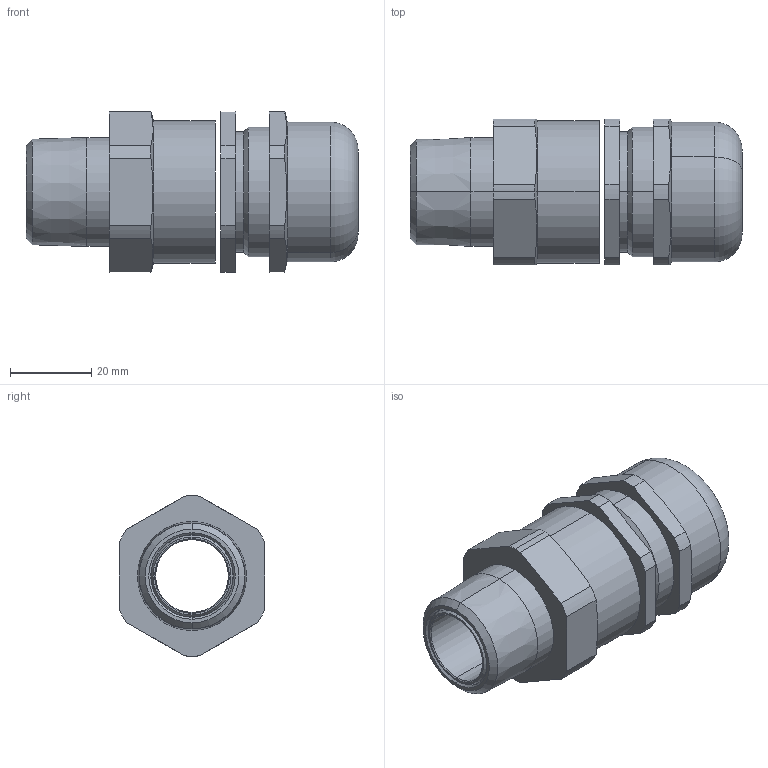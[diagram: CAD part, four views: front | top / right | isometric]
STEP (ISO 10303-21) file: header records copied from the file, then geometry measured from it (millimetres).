
FILE_DESCRIPTION (( 'STEP AP203' ), '1' );
FILE_NAME ('25PXSS2K1RA032.STEP', '2017-01-23T16:31:57', ( '' ), ( '' ), 'SwSTEP 2.0', 'SolidWorks 2014', '' );
FILE_SCHEMA (( 'CONFIG_CONTROL_DESIGN' ));
Length unit declared in the file: millimetre
Products named in the file (1): 25PXSS2K1RA032
Bounding box: 81.95 x 36 x 39.6 mm (x, y, z)
Surface area: 16933.4 mm2 (no closed solid volume)
Topology: 0 solids, 10 shells, 114 faces, 454 edges, 352 vertices
Faces by surface type: cylinder 40, plane 40, cone 20, bspline 12, torus 2
Entity records: 7045 total; most frequent: CARTESIAN_POINT 3433, ORIENTED_EDGE 680, DIRECTION 642, EDGE_CURVE 454, VERTEX_POINT 352, VECTOR 222, LINE 222, AXIS2_PLACEMENT_3D 210
